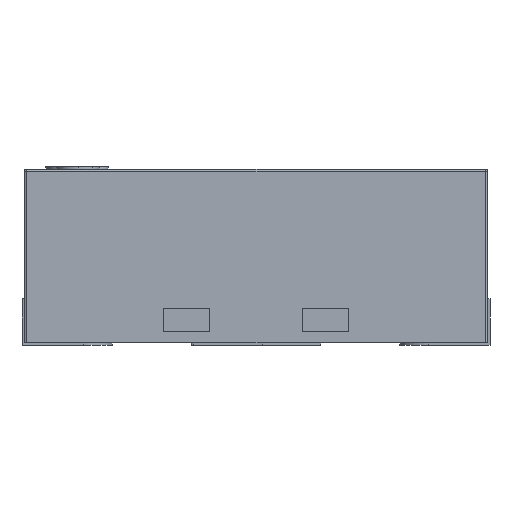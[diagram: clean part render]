
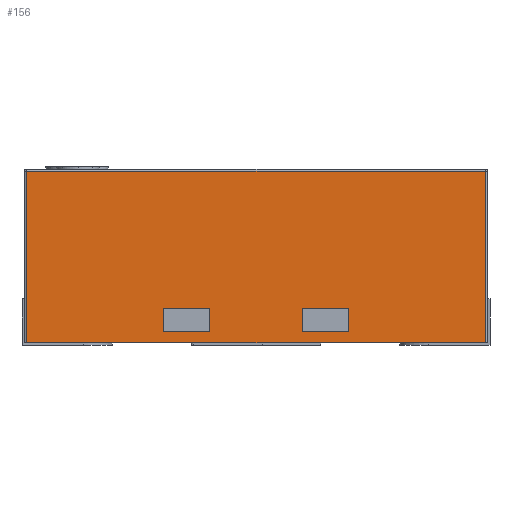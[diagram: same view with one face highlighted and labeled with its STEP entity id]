
A CAD part, left-side view. The second image highlights one B-rep face of the part: STEP entity #156.
In plain terms, the highlighted planar face has unit normal (-1, 0, 0).
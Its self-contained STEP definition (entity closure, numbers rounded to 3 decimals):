
#106 = VERTEX_POINT ( 'NONE', #4107 ) ;
#156 = ADVANCED_FACE ( 'NONE', ( #6598, #12735, #18512 ), #5371, .T. ) ;
#194 = VECTOR ( 'NONE', #12840, 1000. ) ;
#199 = CARTESIAN_POINT ( 'NONE',  ( -1.5, -0.4, -0.6 ) ) ;
#518 = CARTESIAN_POINT ( 'NONE',  ( -1.5, -0.4, -0.6 ) ) ;
#656 = EDGE_CURVE ( 'NONE', #106, #4605, #18053, .T. ) ;
#1169 = VERTEX_POINT ( 'NONE', #4429 ) ;
#1376 = DIRECTION ( 'NONE',  ( 0., 1., 0. ) ) ;
#1430 = LINE ( 'NONE', #4498, #2726 ) ;
#1599 = CARTESIAN_POINT ( 'NONE',  ( -1.5, -0.99, -0.01 ) ) ;
#2016 = CARTESIAN_POINT ( 'NONE',  ( -1.5, -0.2, -0.6 ) ) ;
#2188 = VECTOR ( 'NONE', #16346, 1000. ) ;
#2205 = ORIENTED_EDGE ( 'NONE', *, *, #4856, .T. ) ;
#2726 = VECTOR ( 'NONE', #7558, 1000. ) ;
#2953 = DIRECTION ( 'NONE',  ( 0., -1., 0. ) ) ;
#3016 = VERTEX_POINT ( 'NONE', #1599 ) ;
#3038 = DIRECTION ( 'NONE',  ( 0., -1., 0. ) ) ;
#3077 = LINE ( 'NONE', #199, #7931 ) ;
#3126 = EDGE_LOOP ( 'NONE', ( #2205, #10495, #5980, #14898 ) ) ;
#3220 = VERTEX_POINT ( 'NONE', #17384 ) ;
#3633 = VERTEX_POINT ( 'NONE', #17825 ) ;
#4107 = CARTESIAN_POINT ( 'NONE',  ( -1.5, -0.2, -0.7 ) ) ;
#4215 = ORIENTED_EDGE ( 'NONE', *, *, #14442, .T. ) ;
#4225 = CARTESIAN_POINT ( 'NONE',  ( -1.5, 0.4, -0.7 ) ) ;
#4340 = DIRECTION ( 'NONE',  ( 0., -1., 0. ) ) ;
#4370 = DIRECTION ( 'NONE',  ( 0., 1., 0. ) ) ;
#4429 = CARTESIAN_POINT ( 'NONE',  ( -1.5, 0.99, -0.01 ) ) ;
#4498 = CARTESIAN_POINT ( 'NONE',  ( -1.5, -0.4, -0.7 ) ) ;
#4605 = VERTEX_POINT ( 'NONE', #15245 ) ;
#4699 = DIRECTION ( 'NONE',  ( 0., 0., -1. ) ) ;
#4856 = EDGE_CURVE ( 'NONE', #8582, #8439, #17631, .T. ) ;
#5370 = EDGE_CURVE ( 'NONE', #3633, #106, #1430, .T. ) ;
#5371 = PLANE ( 'NONE',  #5686 ) ;
#5499 = ORIENTED_EDGE ( 'NONE', *, *, #5370, .T. ) ;
#5686 = AXIS2_PLACEMENT_3D ( 'NONE', #15453, #12349, #18128 ) ;
#5760 = CARTESIAN_POINT ( 'NONE',  ( -1.5, 1., -0.75 ) ) ;
#5868 = LINE ( 'NONE', #5760, #8163 ) ;
#5934 = EDGE_CURVE ( 'NONE', #3016, #1169, #14296, .T. ) ;
#5980 = ORIENTED_EDGE ( 'NONE', *, *, #7880, .T. ) ;
#6053 = EDGE_CURVE ( 'NONE', #8442, #3016, #7106, .T. ) ;
#6598 = FACE_BOUND ( 'NONE', #3126, .T. ) ;
#6694 = ORIENTED_EDGE ( 'NONE', *, *, #14809, .T. ) ;
#6737 = ORIENTED_EDGE ( 'NONE', *, *, #6053, .T. ) ;
#7106 = LINE ( 'NONE', #14444, #194 ) ;
#7134 = CARTESIAN_POINT ( 'NONE',  ( -1.5, 1., -0.01 ) ) ;
#7319 = VERTEX_POINT ( 'NONE', #8109 ) ;
#7558 = DIRECTION ( 'NONE',  ( 0., 1., 0. ) ) ;
#7880 = EDGE_CURVE ( 'NONE', #15247, #8418, #17322, .T. ) ;
#7931 = VECTOR ( 'NONE', #4340, 1000. ) ;
#8094 = VECTOR ( 'NONE', #15105, 1000. ) ;
#8109 = CARTESIAN_POINT ( 'NONE',  ( -1.5, -0.4, -0.6 ) ) ;
#8163 = VECTOR ( 'NONE', #2953, 1000. ) ;
#8418 = VERTEX_POINT ( 'NONE', #4225 ) ;
#8439 = VERTEX_POINT ( 'NONE', #12834 ) ;
#8442 = VERTEX_POINT ( 'NONE', #12644 ) ;
#8582 = VERTEX_POINT ( 'NONE', #14730 ) ;
#8615 = EDGE_CURVE ( 'NONE', #8439, #15247, #10713, .T. ) ;
#9268 = EDGE_LOOP ( 'NONE', ( #10112, #6694, #5499, #15994 ) ) ;
#10030 = ORIENTED_EDGE ( 'NONE', *, *, #5934, .T. ) ;
#10112 = ORIENTED_EDGE ( 'NONE', *, *, #12715, .T. ) ;
#10307 = DIRECTION ( 'NONE',  ( 0., 0., -1. ) ) ;
#10495 = ORIENTED_EDGE ( 'NONE', *, *, #8615, .T. ) ;
#10496 = VECTOR ( 'NONE', #10307, 1000. ) ;
#10713 = LINE ( 'NONE', #15081, #13895 ) ;
#11555 = CARTESIAN_POINT ( 'NONE',  ( -1.5, 0.4, -0.7 ) ) ;
#11736 = LINE ( 'NONE', #518, #12374 ) ;
#12068 = VECTOR ( 'NONE', #4370, 1000. ) ;
#12132 = DIRECTION ( 'NONE',  ( 0., 0., -1. ) ) ;
#12349 = DIRECTION ( 'NONE',  ( -1., 0., 0. ) ) ;
#12374 = VECTOR ( 'NONE', #12132, 1000. ) ;
#12644 = CARTESIAN_POINT ( 'NONE',  ( -1.5, -0.99, -0.75 ) ) ;
#12715 = EDGE_CURVE ( 'NONE', #4605, #7319, #3077, .T. ) ;
#12735 = FACE_BOUND ( 'NONE', #9268, .T. ) ;
#12834 = CARTESIAN_POINT ( 'NONE',  ( -1.5, 0.2, -0.6 ) ) ;
#12840 = DIRECTION ( 'NONE',  ( 0., 0., 1. ) ) ;
#12866 = LINE ( 'NONE', #15891, #10496 ) ;
#12988 = EDGE_LOOP ( 'NONE', ( #4215, #6737, #10030, #16413 ) ) ;
#13215 = LINE ( 'NONE', #13477, #2188 ) ;
#13395 = EDGE_CURVE ( 'NONE', #1169, #3220, #12866, .T. ) ;
#13477 = CARTESIAN_POINT ( 'NONE',  ( -1.5, 0.4, -0.6 ) ) ;
#13895 = VECTOR ( 'NONE', #4699, 1000. ) ;
#14296 = LINE ( 'NONE', #7134, #17470 ) ;
#14442 = EDGE_CURVE ( 'NONE', #3220, #8442, #5868, .T. ) ;
#14444 = CARTESIAN_POINT ( 'NONE',  ( -1.5, -0.99, -0.75 ) ) ;
#14730 = CARTESIAN_POINT ( 'NONE',  ( -1.5, 0.4, -0.6 ) ) ;
#14809 = EDGE_CURVE ( 'NONE', #7319, #3633, #11736, .T. ) ;
#14898 = ORIENTED_EDGE ( 'NONE', *, *, #16776, .T. ) ;
#14948 = CARTESIAN_POINT ( 'NONE',  ( -1.5, 0.4, -0.6 ) ) ;
#15081 = CARTESIAN_POINT ( 'NONE',  ( -1.5, 0.2, -0.6 ) ) ;
#15105 = DIRECTION ( 'NONE',  ( 0., 0., 1. ) ) ;
#15245 = CARTESIAN_POINT ( 'NONE',  ( -1.5, -0.2, -0.6 ) ) ;
#15247 = VERTEX_POINT ( 'NONE', #18510 ) ;
#15453 = CARTESIAN_POINT ( 'NONE',  ( -1.5, 1., -0.75 ) ) ;
#15891 = CARTESIAN_POINT ( 'NONE',  ( -1.5, 0.99, -0.75 ) ) ;
#15994 = ORIENTED_EDGE ( 'NONE', *, *, #656, .T. ) ;
#16346 = DIRECTION ( 'NONE',  ( 0., 0., 1. ) ) ;
#16413 = ORIENTED_EDGE ( 'NONE', *, *, #13395, .T. ) ;
#16776 = EDGE_CURVE ( 'NONE', #8418, #8582, #13215, .T. ) ;
#17322 = LINE ( 'NONE', #11555, #12068 ) ;
#17384 = CARTESIAN_POINT ( 'NONE',  ( -1.5, 0.99, -0.75 ) ) ;
#17470 = VECTOR ( 'NONE', #1376, 1000. ) ;
#17483 = VECTOR ( 'NONE', #3038, 1000. ) ;
#17631 = LINE ( 'NONE', #14948, #17483 ) ;
#17825 = CARTESIAN_POINT ( 'NONE',  ( -1.5, -0.4, -0.7 ) ) ;
#18053 = LINE ( 'NONE', #2016, #8094 ) ;
#18128 = DIRECTION ( 'NONE',  ( 0., -1., 0. ) ) ;
#18510 = CARTESIAN_POINT ( 'NONE',  ( -1.5, 0.2, -0.7 ) ) ;
#18512 = FACE_OUTER_BOUND ( 'NONE', #12988, .T. ) ;
